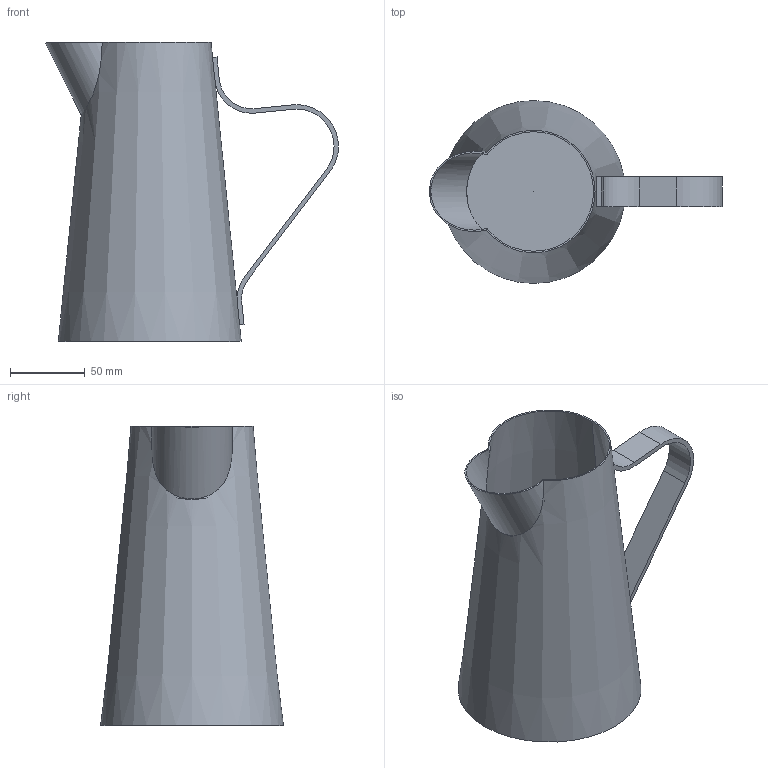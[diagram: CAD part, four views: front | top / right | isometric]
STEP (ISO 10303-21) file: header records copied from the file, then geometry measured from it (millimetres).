
FILE_DESCRIPTION((''),'2;1');
FILE_NAME('Schnabelkanne.stp','2013-10-10T10:27:51',('guendchen'),(''),'Autodesk Inventor 2012','Autodesk Inventor 2012','');
FILE_SCHEMA(('AUTOMOTIVE_DESIGN { 1 0 10303 214 1 1 1 1 }'));
Length unit declared in the file: millimetre
Products named in the file (1): Schnabelkanne
Bounding box: 196.05 x 122.39 x 200.1 mm (x, y, z)
Volume: 103420.4 mm3; surface area: 167253.1 mm2
Topology: 4 solids, 4 shells, 39 faces, 138 edges, 154 vertices
Faces by surface type: plane 21, cylinder 10, cone 8
Full cylindrical faces by diameter (mm): 120 x1
Entity records: 1796 total; most frequent: CARTESIAN_POINT 428, DIRECTION 245, ORIENTED_EDGE 176, EDGE_CURVE 88, VECTOR 87, LINE 87, AXIS2_PLACEMENT_3D 79, VERTEX_POINT 59
